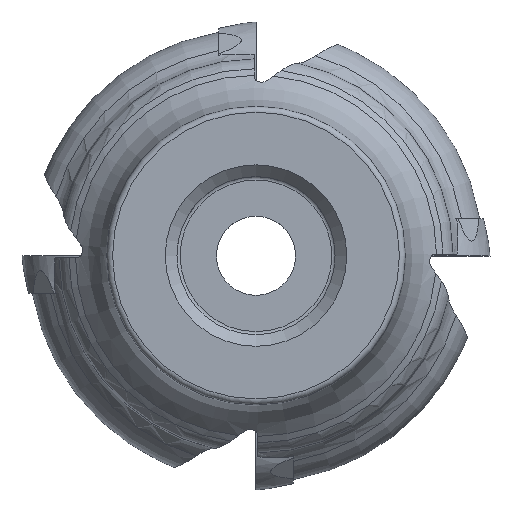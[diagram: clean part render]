
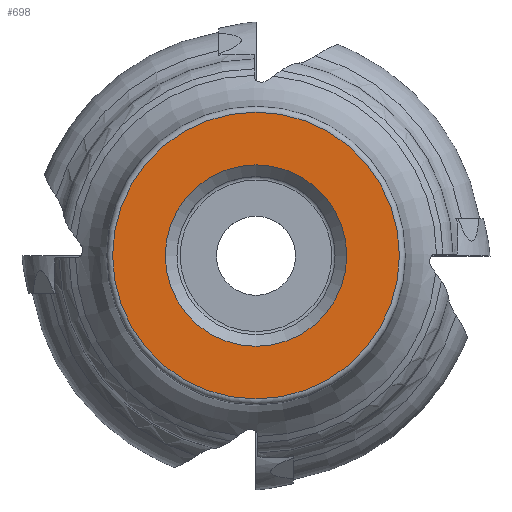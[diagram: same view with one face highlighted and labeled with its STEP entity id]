
A CAD part, top view. The second image highlights one B-rep face of the part: STEP entity #698.
In plain terms, the highlighted conical face has half-angle 89.977 degrees and reference radius 24.5 mm.
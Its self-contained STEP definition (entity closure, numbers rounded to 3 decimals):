
#308=CONICAL_SURFACE('',#4967,24.5,89.977);
#698=ADVANCED_FACE('',(#1066,#1067),#308,.F.);
#1066=FACE_BOUND('',#1219,.T.);
#1067=FACE_BOUND('',#1220,.T.);
#1219=EDGE_LOOP('',(#2322));
#1220=EDGE_LOOP('',(#2323));
#1929=CIRCLE('',#4964,24.5);
#1930=CIRCLE('',#4966,15.502);
#2322=ORIENTED_EDGE('',*,*,#4010,.T.);
#2323=ORIENTED_EDGE('',*,*,#4009,.T.);
#3514=VERTEX_POINT('',#7679);
#3515=VERTEX_POINT('',#7682);
#4009=EDGE_CURVE('',#3514,#3514,#1929,.T.);
#4010=EDGE_CURVE('',#3515,#3515,#1930,.T.);
#4964=AXIS2_PLACEMENT_3D('',#7678,#5660,#5661);
#4966=AXIS2_PLACEMENT_3D('',#7681,#5664,#5665);
#4967=AXIS2_PLACEMENT_3D('',#7683,#5666,#5667);
#5660=DIRECTION('',(0.,0.,1.));
#5661=DIRECTION('',(-1.,0.,0.));
#5664=DIRECTION('',(0.,0.,-1.));
#5665=DIRECTION('',(-1.,0.,0.));
#5666=DIRECTION('',(0.,0.,1.));
#5667=DIRECTION('',(1.,0.,0.));
#7678=CARTESIAN_POINT('',(0.,0.,0.01));
#7679=CARTESIAN_POINT('',(-24.5,0.,0.01));
#7681=CARTESIAN_POINT('',(0.,0.,0.006));
#7682=CARTESIAN_POINT('',(-15.502,0.,0.006));
#7683=CARTESIAN_POINT('',(0.,0.,0.01));
